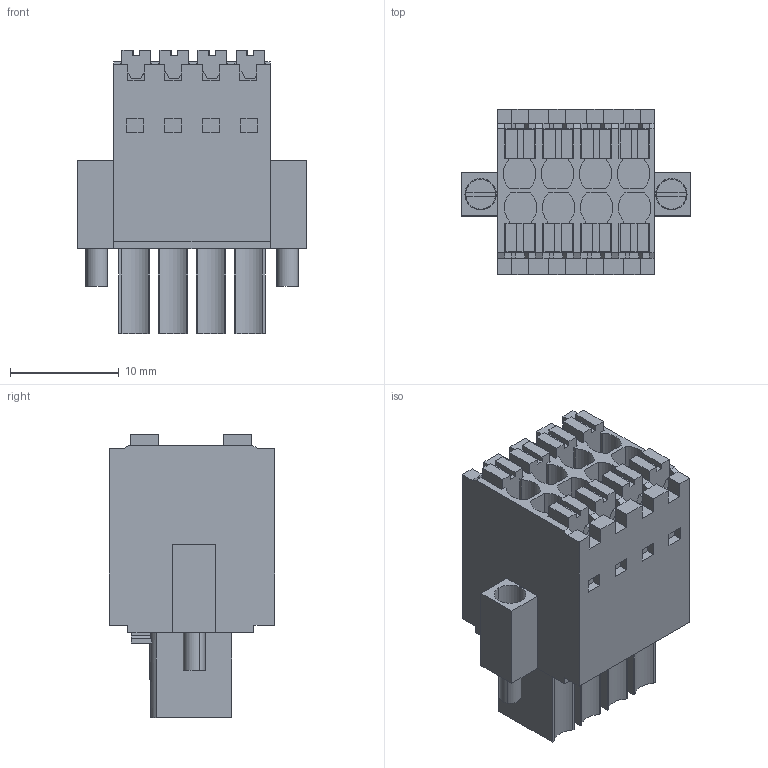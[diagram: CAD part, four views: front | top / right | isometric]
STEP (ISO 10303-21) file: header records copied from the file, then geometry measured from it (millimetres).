
FILE_DESCRIPTION(('CATIA V5 STEP','CAx-IF Rec.Pracs.--- Model Styling and Organization---1.2---2011-12-15'),'2;1');
FILE_NAME ('D1450455_1', '2017-05-27T12:26:36+00:00', ('none'), ('Weidmueller'), 'CATIA Version 5-6 Release 2014', 'CATIA V5 STEP AP214', 'none');
FILE_SCHEMA(('AUTOMOTIVE_DESIGN { 1 0 10303 214 1 1 1 1 }'));
Length unit declared in the file: millimetre
Products named in the file (1): 1277680000
Bounding box: 21.15 x 15.2 x 26.05 mm (x, y, z)
Volume: 4196.6 mm3; surface area: 3800.8 mm2
Topology: 11 solids, 11 shells, 506 faces, 1378 edges, 918 vertices
Faces by surface type: plane 466, cylinder 40
Entity records: 14852 total; most frequent: ORIENTED_EDGE 2756, CARTESIAN_POINT 2664, DIRECTION 2056, EDGE_CURVE 1378, VECTOR 1254, LINE 1254, VERTEX_POINT 918, EDGE_LOOP 534
